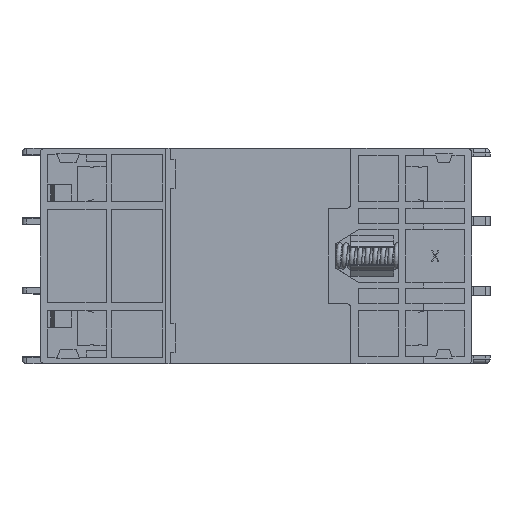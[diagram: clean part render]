
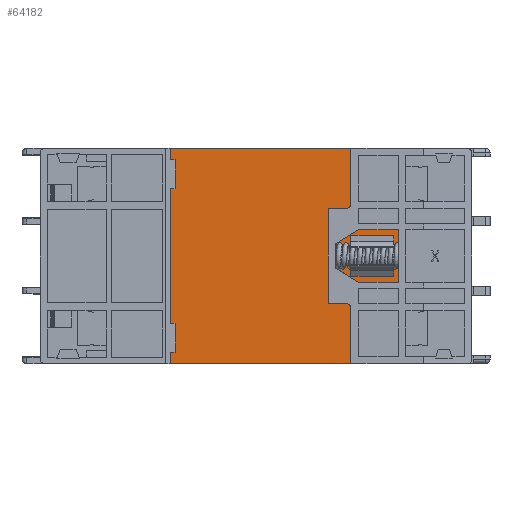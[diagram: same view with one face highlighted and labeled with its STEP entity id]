
A CAD part, front view. The second image highlights one B-rep face of the part: STEP entity #64182.
In plain terms, the highlighted planar face has unit normal (0, -1, 0).
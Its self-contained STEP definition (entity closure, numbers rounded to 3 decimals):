
#14135=DIRECTION('',(0.,0.,-1.));
#14136=VECTOR('',#14135,17.9);
#14137=CARTESIAN_POINT('',(-19.022,-47.285,-5.617));
#14138=LINE('',#14137,#14136);
#15707=DIRECTION('',(0.,0.,-1.));
#15708=VECTOR('',#15707,3.001);
#15709=CARTESIAN_POINT('',(-19.022,-47.285,
-23.767));
#15710=LINE('',#15709,#15708);
#15742=DIRECTION('',(0.,0.,1.));
#15743=VECTOR('',#15742,3.001);
#15744=CARTESIAN_POINT('',(-10.122,-47.285,
-26.768));
#15745=LINE('',#15744,#15743);
#15746=DIRECTION('',(1.,0.,0.));
#15747=VECTOR('',#15746,3.2);
#15748=CARTESIAN_POINT('',(-22.222,-47.285,
-29.266));
#15749=LINE('',#15748,#15747);
#15750=DIRECTION('',(-1.,0.,0.));
#15751=VECTOR('',#15750,3.2);
#15752=CARTESIAN_POINT('',(-19.022,-47.285,
-26.768));
#15753=LINE('',#15752,#15751);
#15758=DIRECTION('',(-1.,0.,0.));
#15759=VECTOR('',#15758,1.);
#15760=CARTESIAN_POINT('',(-9.122,-47.285,
-26.768));
#15761=LINE('',#15760,#15759);
#15762=DIRECTION('',(1.,0.,0.));
#15763=VECTOR('',#15762,1.);
#15764=CARTESIAN_POINT('',(-10.122,-47.285,
-29.266));
#15765=LINE('',#15764,#15763);
#15766=DIRECTION('',(-0.848,0.,0.53));
#15767=VECTOR('',#15766,1.887);
#15768=CARTESIAN_POINT('',(-17.422,-47.285,
-33.517));
#15769=LINE('',#15768,#15767);
#15770=DIRECTION('',(1.,0.,0.));
#15771=VECTOR('',#15770,37.5);
#15772=CARTESIAN_POINT('',(-56.522,-47.285,
-50.417));
#15773=LINE('',#15772,#15771);
#15774=DIRECTION('',(-1.,0.,0.));
#15775=VECTOR('',#15774,37.5);
#15776=CARTESIAN_POINT('',(-19.022,-47.285,-5.617));
#15777=LINE('',#15776,#15775);
#15778=DIRECTION('',(0.848,0.,0.53));
#15779=VECTOR('',#15778,1.887);
#15780=CARTESIAN_POINT('',(-19.022,-47.285,
-23.517));
#15781=LINE('',#15780,#15779);
#15799=DIRECTION('',(0.,0.,1.));
#15800=VECTOR('',#15799,3.001);
#15801=CARTESIAN_POINT('',(-10.122,-47.285,
-32.267));
#15802=LINE('',#15801,#15800);
#16156=DIRECTION('',(-1.,0.,0.));
#16157=VECTOR('',#16156,8.9);
#16158=CARTESIAN_POINT('',(-10.122,-47.285,
-32.267));
#16159=LINE('',#16158,#16157);
#16183=DIRECTION('',(0.,0.,-1.));
#16184=VECTOR('',#16183,3.001);
#16185=CARTESIAN_POINT('',(-19.022,-47.285,
-29.266));
#16186=LINE('',#16185,#16184);
#16197=DIRECTION('',(0.,0.,-1.));
#16198=VECTOR('',#16197,4.251);
#16199=CARTESIAN_POINT('',(-9.122,-47.285,
-29.266));
#16200=LINE('',#16199,#16198);
#16206=DIRECTION('',(0.,0.,-1.));
#16207=VECTOR('',#16206,4.251);
#16208=CARTESIAN_POINT('',(-9.122,-47.285,-22.517));
#16209=LINE('',#16208,#16207);
#16316=DIRECTION('',(1.,0.,0.));
#16317=VECTOR('',#16316,8.3);
#16318=CARTESIAN_POINT('',(-17.422,-47.285,
-22.517));
#16319=LINE('',#16318,#16317);
#16548=DIRECTION('',(0.,0.,-1.));
#16549=VECTOR('',#16548,17.9);
#16550=CARTESIAN_POINT('',(-19.022,-47.285,
-32.517));
#16551=LINE('',#16550,#16549);
#16552=DIRECTION('',(-1.,0.,0.));
#16553=VECTOR('',#16552,8.3);
#16554=CARTESIAN_POINT('',(-9.122,-47.285,-33.517));
#16555=LINE('',#16554,#16553);
#16634=DIRECTION('',(0.,0.,1.));
#16635=VECTOR('',#16634,44.8);
#16636=CARTESIAN_POINT('',(-56.522,-47.285,
-50.417));
#16637=LINE('',#16636,#16635);
#16750=DIRECTION('',(1.,0.,0.));
#16751=VECTOR('',#16750,8.9);
#16752=CARTESIAN_POINT('',(-19.022,-47.285,
-23.767));
#16753=LINE('',#16752,#16751);
#16759=DIRECTION('',(0.,0.,-1.));
#16760=VECTOR('',#16759,2.498);
#16761=CARTESIAN_POINT('',(-22.222,-47.285,
-26.768));
#16762=LINE('',#16761,#16760);
#31392=CARTESIAN_POINT('',(-19.022,-47.285,
-50.417));
#31393=VERTEX_POINT('',#31392);
#31394=CARTESIAN_POINT('',(-56.522,-47.285,
-50.417));
#31395=VERTEX_POINT('',#31394);
#31402=CARTESIAN_POINT('',(-19.022,-47.285,-5.617));
#31403=VERTEX_POINT('',#31402);
#31404=CARTESIAN_POINT('',(-56.522,-47.285,-5.617));
#31405=VERTEX_POINT('',#31404);
#31759=CARTESIAN_POINT('',(-10.122,-47.285,
-32.267));
#31760=CARTESIAN_POINT('',(-10.122,-47.285,
-29.266));
#31761=VERTEX_POINT('',#31759);
#31762=VERTEX_POINT('',#31760);
#31763=CARTESIAN_POINT('',(-19.022,-47.285,
-32.267));
#31764=VERTEX_POINT('',#31763);
#31765=CARTESIAN_POINT('',(-19.022,-47.285,
-29.266));
#31766=VERTEX_POINT('',#31765);
#31767=CARTESIAN_POINT('',(-22.222,-47.285,
-29.266));
#31768=VERTEX_POINT('',#31767);
#31769=CARTESIAN_POINT('',(-22.222,-47.285,
-26.768));
#31770=VERTEX_POINT('',#31769);
#31771=CARTESIAN_POINT('',(-19.022,-47.285,
-26.768));
#31772=VERTEX_POINT('',#31771);
#31773=CARTESIAN_POINT('',(-19.022,-47.285,
-23.767));
#31774=VERTEX_POINT('',#31773);
#31775=CARTESIAN_POINT('',(-10.122,-47.285,
-23.767));
#31776=VERTEX_POINT('',#31775);
#31777=CARTESIAN_POINT('',(-10.122,-47.285,
-26.768));
#31778=VERTEX_POINT('',#31777);
#31779=CARTESIAN_POINT('',(-9.122,-47.285,
-26.768));
#31780=VERTEX_POINT('',#31779);
#31781=CARTESIAN_POINT('',(-9.122,-47.285,-22.517));
#31782=VERTEX_POINT('',#31781);
#31783=CARTESIAN_POINT('',(-17.422,-47.285,
-22.517));
#31784=VERTEX_POINT('',#31783);
#31785=CARTESIAN_POINT('',(-19.022,-47.285,
-23.517));
#31786=VERTEX_POINT('',#31785);
#31787=CARTESIAN_POINT('',(-19.022,-47.285,
-32.517));
#31788=VERTEX_POINT('',#31787);
#31789=CARTESIAN_POINT('',(-17.422,-47.285,
-33.517));
#31790=VERTEX_POINT('',#31789);
#31791=CARTESIAN_POINT('',(-9.122,-47.285,-33.517));
#31792=VERTEX_POINT('',#31791);
#31793=CARTESIAN_POINT('',(-9.122,-47.285,
-29.266));
#31794=VERTEX_POINT('',#31793);
#64140=CARTESIAN_POINT('',(-32.822,-47.285,
-28.017));
#64141=DIRECTION('',(0.,1.,0.));
#64142=DIRECTION('',(0.,0.,1.));
#64143=AXIS2_PLACEMENT_3D('',#64140,#64141,#64142);
#64144=PLANE('',#64143);
#64146=ORIENTED_EDGE('',*,*,#64145,.T.);
#64147=ORIENTED_EDGE('',*,*,#64122,.T.);
#64149=ORIENTED_EDGE('',*,*,#64148,.T.);
#64151=ORIENTED_EDGE('',*,*,#64150,.T.);
#64153=ORIENTED_EDGE('',*,*,#64152,.T.);
#64155=ORIENTED_EDGE('',*,*,#64154,.T.);
#64156=ORIENTED_EDGE('',*,*,#61474,.F.);
#64158=ORIENTED_EDGE('',*,*,#64157,.T.);
#64159=ORIENTED_EDGE('',*,*,#61832,.F.);
#64160=ORIENTED_EDGE('',*,*,#61935,.T.);
#64162=ORIENTED_EDGE('',*,*,#64161,.T.);
#64164=ORIENTED_EDGE('',*,*,#64163,.T.);
#64166=ORIENTED_EDGE('',*,*,#64165,.T.);
#64167=ORIENTED_EDGE('',*,*,#64118,.T.);
#64168=ORIENTED_EDGE('',*,*,#64092,.T.);
#64170=ORIENTED_EDGE('',*,*,#64169,.F.);
#64171=ORIENTED_EDGE('',*,*,#64041,.T.);
#64172=ORIENTED_EDGE('',*,*,#64113,.T.);
#64174=ORIENTED_EDGE('',*,*,#64173,.T.);
#64175=ORIENTED_EDGE('',*,*,#64109,.T.);
#64177=ORIENTED_EDGE('',*,*,#64176,.T.);
#64179=ORIENTED_EDGE('',*,*,#64178,.F.);
#64180=EDGE_LOOP('',(#64146,#64147,#64149,#64151,#64153,#64155,#64156,#64158,
#64159,#64160,#64162,#64164,#64166,#64167,#64168,#64170,#64171,#64172,#64174,
#64175,#64177,#64179));
#64181=FACE_OUTER_BOUND('',#64180,.F.);
#61474=EDGE_CURVE('',#31395,#31393,#15773,.T.);
#61832=EDGE_CURVE('',#31403,#31405,#15777,.T.);
#61935=EDGE_CURVE('',#31403,#31786,#14138,.T.);
#64041=EDGE_CURVE('',#31774,#31772,#15710,.T.);
#64092=EDGE_CURVE('',#31778,#31776,#15745,.T.);
#64109=EDGE_CURVE('',#31768,#31766,#15749,.T.);
#64113=EDGE_CURVE('',#31772,#31770,#15753,.T.);
#64118=EDGE_CURVE('',#31780,#31778,#15761,.T.);
#64122=EDGE_CURVE('',#31762,#31794,#15765,.T.);
#64145=EDGE_CURVE('',#31761,#31762,#15802,.T.);
#64148=EDGE_CURVE('',#31794,#31792,#16200,.T.);
#64150=EDGE_CURVE('',#31792,#31790,#16555,.T.);
#64152=EDGE_CURVE('',#31790,#31788,#15769,.T.);
#64154=EDGE_CURVE('',#31788,#31393,#16551,.T.);
#64157=EDGE_CURVE('',#31395,#31405,#16637,.T.);
#64161=EDGE_CURVE('',#31786,#31784,#15781,.T.);
#64163=EDGE_CURVE('',#31784,#31782,#16319,.T.);
#64165=EDGE_CURVE('',#31782,#31780,#16209,.T.);
#64169=EDGE_CURVE('',#31774,#31776,#16753,.T.);
#64173=EDGE_CURVE('',#31770,#31768,#16762,.T.);
#64176=EDGE_CURVE('',#31766,#31764,#16186,.T.);
#64178=EDGE_CURVE('',#31761,#31764,#16159,.T.);
#64182=ADVANCED_FACE('',(#64181),#64144,.F.);
